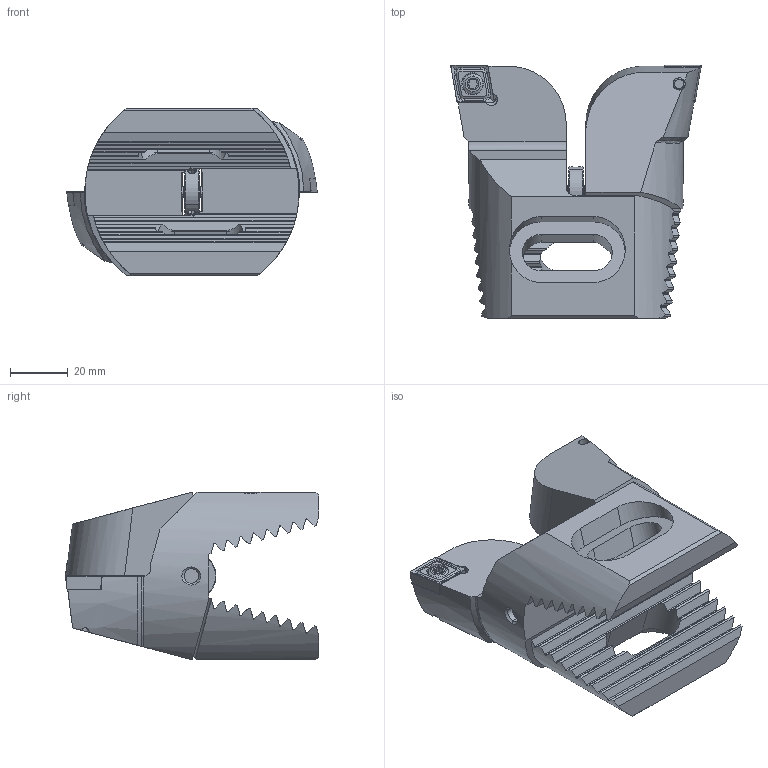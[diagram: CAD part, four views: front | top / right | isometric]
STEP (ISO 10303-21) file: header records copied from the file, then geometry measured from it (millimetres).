
FILE_DESCRIPTION (( 'STEP AP203' ), '1' );
FILE_NAME ('D34.064.087.012.STEP', '2018-03-05T15:00:35', ( 'SWIAdmin' ), ( 'Hewlett-Packard Company' ), 'SwSTEP 2.0', 'SolidWorks 2017', '' );
FILE_SCHEMA (( 'CONFIG_CONTROL_DESIGN' ));
Length unit declared in the file: millimetre
Products named in the file (8): Z72-ER3.001.068_A; Z42-ER3.002.005_A; ISO 4026 - M4 x 5; Z72-ER3.000.068; D34.064.087.012; Z72-WCC.001.050_A; WCC-ER2.001.010_A; CCMT120404
Assembly tree (12 placements, depth 3):
  D34.064.087.012
    Z72-WCC.001.050_A  x2
    WCC-ER2.001.010_A  x2
    CCMT120404  x2
    Z72-ER3.000.068
      Z72-ER3.001.068_A
      Z42-ER3.002.005_A
      ISO 4026 - M4 x 5  x3
Bounding box: 86.5 x 87.45 x 58 mm (x, y, z)
Volume: 146962.9 mm3; surface area: 39210.5 mm2
Topology: 11 solids, 11 shells, 499 faces, 1322 edges, 827 vertices
Faces by surface type: plane 199, cylinder 160, cone 90, torus 26, bspline 24
Entity records: 9909 total; most frequent: CARTESIAN_POINT 2742, ORIENTED_EDGE 1388, DIRECTION 1207, EDGE_CURVE 694, AXIS2_PLACEMENT_3D 454, VERTEX_POINT 441, VECTOR 299, LINE 299
